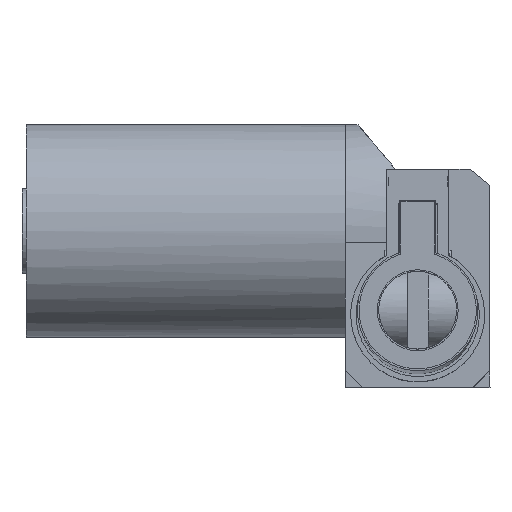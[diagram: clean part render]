
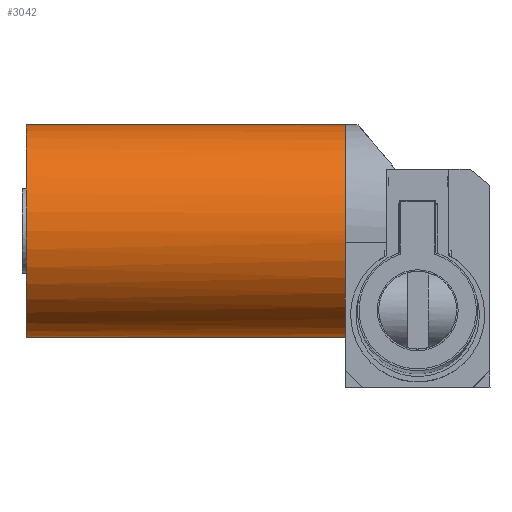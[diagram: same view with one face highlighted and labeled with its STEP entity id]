
A CAD part, top view. The second image highlights one B-rep face of the part: STEP entity #3042.
In plain terms, the highlighted cylindrical face has radius 31.879 mm (diameter 63.757 mm), a full revolution.
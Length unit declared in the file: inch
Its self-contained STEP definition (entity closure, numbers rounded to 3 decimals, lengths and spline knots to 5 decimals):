
#349=FACE_OUTER_BOUND('',#546,.T.);
#546=EDGE_LOOP('',(#2645,#2646,#2647,#2648,#2649,#2650,#2651,#2652,#2653));
#834=LINE('',#5158,#1130);
#836=LINE('',#5162,#1132);
#837=LINE('',#5165,#1133);
#1130=VECTOR('',#4060,0.03937);
#1132=VECTOR('',#4064,1.25506);
#1133=VECTOR('',#4067,0.03937);
#1265=CIRCLE('',#3295,1.25506);
#1268=CIRCLE('',#3301,1.25506);
#1273=CIRCLE('',#3320,1.25506);
#1274=CIRCLE('',#3321,1.25506);
#1275=CIRCLE('',#3322,1.25506);
#1499=VERTEX_POINT('',#5083);
#1502=VERTEX_POINT('',#5093);
#1503=VERTEX_POINT('',#5094);
#1521=VERTEX_POINT('',#5157);
#1522=VERTEX_POINT('',#5161);
#1523=VERTEX_POINT('',#5163);
#1524=VERTEX_POINT('',#5166);
#1873=EDGE_CURVE('',#1499,#1499,#1265,.T.);
#1877=EDGE_CURVE('',#1502,#1503,#1268,.T.);
#1909=EDGE_CURVE('',#1521,#1502,#834,.T.);
#1911=EDGE_CURVE('',#1499,#1522,#836,.T.);
#1912=EDGE_CURVE('',#1523,#1522,#1273,.T.);
#1913=EDGE_CURVE('',#1503,#1523,#837,.T.);
#1914=EDGE_CURVE('',#1524,#1521,#1274,.T.);
#1915=EDGE_CURVE('',#1522,#1524,#1275,.T.);
#2645=ORIENTED_EDGE('',*,*,#1873,.F.);
#2646=ORIENTED_EDGE('',*,*,#1911,.T.);
#2647=ORIENTED_EDGE('',*,*,#1912,.F.);
#2648=ORIENTED_EDGE('',*,*,#1913,.F.);
#2649=ORIENTED_EDGE('',*,*,#1877,.F.);
#2650=ORIENTED_EDGE('',*,*,#1909,.F.);
#2651=ORIENTED_EDGE('',*,*,#1914,.F.);
#2652=ORIENTED_EDGE('',*,*,#1915,.F.);
#2653=ORIENTED_EDGE('',*,*,#1911,.F.);
#2896=CYLINDRICAL_SURFACE('',#3319,1.25506);
#3042=ADVANCED_FACE('',(#349),#2896,.T.);
#3295=AXIS2_PLACEMENT_3D('',#5084,#3984,#3985);
#3301=AXIS2_PLACEMENT_3D('',#5095,#3997,#3998);
#3319=AXIS2_PLACEMENT_3D('',#5160,#4062,#4063);
#3320=AXIS2_PLACEMENT_3D('',#5164,#4065,#4066);
#3321=AXIS2_PLACEMENT_3D('',#5167,#4068,#4069);
#3322=AXIS2_PLACEMENT_3D('',#5168,#4070,#4071);
#3984=DIRECTION('center_axis',(-1.,0.,0.));
#3985=DIRECTION('ref_axis',(0.,0.,-1.));
#3997=DIRECTION('center_axis',(1.,0.,0.));
#3998=DIRECTION('ref_axis',(0.,0.,-1.));
#4060=DIRECTION('',(-1.,0.,0.));
#4062=DIRECTION('center_axis',(-1.,0.,0.));
#4063=DIRECTION('ref_axis',(0.,0.,-1.));
#4064=DIRECTION('',(1.,0.,0.));
#4065=DIRECTION('center_axis',(1.,0.,0.));
#4066=DIRECTION('ref_axis',(0.,0.,-1.));
#4067=DIRECTION('',(1.,0.,0.));
#4068=DIRECTION('center_axis',(1.,0.,0.));
#4069=DIRECTION('ref_axis',(0.,0.,-1.));
#4070=DIRECTION('center_axis',(1.,0.,0.));
#4071=DIRECTION('ref_axis',(0.,0.,-1.));
#5083=CARTESIAN_POINT('',(-4.6,0.99055,-0.07013));
#5084=CARTESIAN_POINT('Origin',(-4.6,0.99055,-1.3252));
#5093=CARTESIAN_POINT('',(-0.8525,0.85,-2.57237));
#5094=CARTESIAN_POINT('',(-0.8525,1.51736,-2.46435));
#5095=CARTESIAN_POINT('Origin',(-0.8525,0.99055,-1.3252));
#5157=CARTESIAN_POINT('',(-0.85,0.85,-2.57237));
#5158=CARTESIAN_POINT('',(-0.85,0.85,-2.57237));
#5160=CARTESIAN_POINT('Origin',(-0.85,0.99055,-1.3252));
#5161=CARTESIAN_POINT('',(-0.85,0.99055,-0.07013));
#5162=CARTESIAN_POINT('',(-0.85,0.99055,-0.07013));
#5163=CARTESIAN_POINT('',(-0.85,1.51736,-2.46435));
#5164=CARTESIAN_POINT('Origin',(-0.85,0.99055,-1.3252));
#5165=CARTESIAN_POINT('',(-0.85,1.51736,-2.46435));
#5166=CARTESIAN_POINT('',(-0.85,0.85,-0.07803));
#5167=CARTESIAN_POINT('Origin',(-0.85,0.99055,-1.3252));
#5168=CARTESIAN_POINT('Origin',(-0.85,0.99055,-1.3252));
